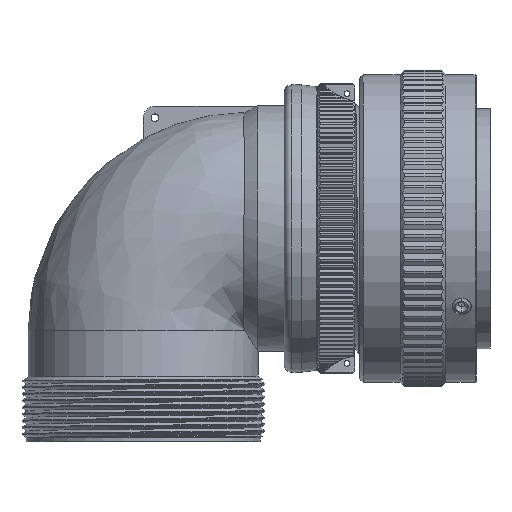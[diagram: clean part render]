
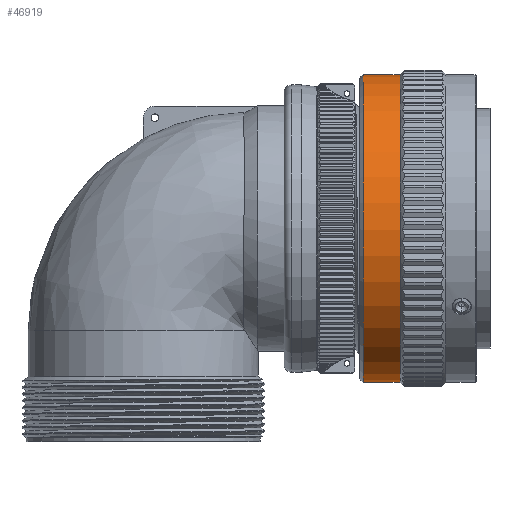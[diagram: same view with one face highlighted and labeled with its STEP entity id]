
A CAD part, top view. The second image highlights one B-rep face of the part: STEP entity #46919.
In plain terms, the highlighted cylindrical face has radius 32.13 mm (diameter 64.26 mm), a partial arc.
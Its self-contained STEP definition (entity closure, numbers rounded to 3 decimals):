
#14296=CARTESIAN_POINT('',(45.9,0.,0.));
#14297=DIRECTION('',(1.,0.,0.));
#14298=DIRECTION('',(0.,1.,0.008));
#14299=AXIS2_PLACEMENT_3D('',#14296,#14297,#14298);
#14301=CARTESIAN_POINT('',(53.59,0.,0.));
#14302=DIRECTION('',(1.,0.,0.));
#14303=DIRECTION('',(0.,1.,0.008));
#14304=AXIS2_PLACEMENT_3D('',#14301,#14302,#14303);
#14306=DIRECTION('',(-1.,0.,0.));
#14307=VECTOR('',#14306,7.69);
#14308=CARTESIAN_POINT('',(53.59,32.129,0.262));
#14309=LINE('3942',#14308,#14307);
#14310=DIRECTION('',(-1.,0.,0.));
#14311=VECTOR('',#14310,7.69);
#14312=CARTESIAN_POINT('',(53.59,-32.129,-0.262));
#14313=LINE('3944',#14312,#14311);
#28155=CARTESIAN_POINT('',(53.59,32.129,0.262));
#28156=CARTESIAN_POINT('',(45.9,32.129,0.262));
#28157=VERTEX_POINT('',#28155);
#28158=VERTEX_POINT('',#28156);
#28161=CARTESIAN_POINT('',(53.59,-32.129,-0.262));
#28162=CARTESIAN_POINT('',(45.9,-32.129,-0.262));
#28163=VERTEX_POINT('',#28161);
#28164=VERTEX_POINT('',#28162);
#46905=CARTESIAN_POINT('',(43.924,0.,0.));
#46906=DIRECTION('',(1.,0.,0.));
#46907=DIRECTION('',(0.,-1.,-0.008));
#46908=AXIS2_PLACEMENT_3D('',#46905,#46906,#46907);
#46909=CYLINDRICAL_SURFACE('810',#46908,32.13);
#46911=ORIENTED_EDGE('3942',*,*,#46910,.F.);
#46913=ORIENTED_EDGE('3946',*,*,#46912,.T.);
#46915=ORIENTED_EDGE('3944',*,*,#46914,.T.);
#46916=ORIENTED_EDGE('3947',*,*,#46891,.F.);
#46917=EDGE_LOOP('810',(#46911,#46913,#46915,#46916));
#46918=FACE_OUTER_BOUND('810',#46917,.F.);
#14300=CIRCLE('3947',#14299,32.13);
#14305=CIRCLE('3946',#14304,32.13);
#46891=EDGE_CURVE('3947',#28158,#28164,#14300,.T.);
#46910=EDGE_CURVE('3942',#28157,#28158,#14309,.T.);
#46912=EDGE_CURVE('3946',#28157,#28163,#14305,.T.);
#46914=EDGE_CURVE('3944',#28163,#28164,#14313,.T.);
#46919=ADVANCED_FACE('810',(#46918),#46909,.T.);
